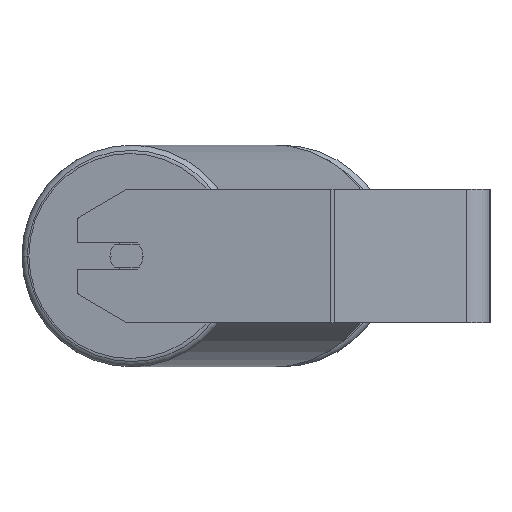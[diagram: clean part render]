
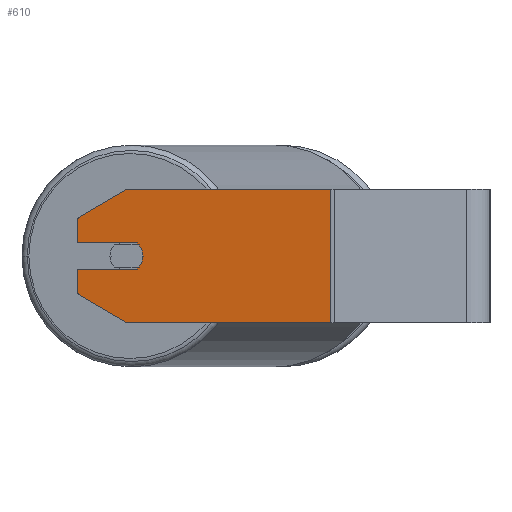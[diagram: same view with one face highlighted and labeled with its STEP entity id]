
A CAD part, left-side view. The second image highlights one B-rep face of the part: STEP entity #610.
In plain terms, the highlighted planar face has unit normal (-0.985, 0.174, 0).
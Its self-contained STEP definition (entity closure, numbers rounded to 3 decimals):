
#83 = VECTOR ( 'NONE', #1655, 1000. ) ;
#261 = LINE ( 'NONE', #6200, #7445 ) ;
#610 = ADVANCED_FACE ( 'NONE', ( #6704 ), #5501, .F. ) ;
#611 = EDGE_CURVE ( 'NONE', #8554, #5898, #6038, .T. ) ;
#764 = CARTESIAN_POINT ( 'NONE',  ( -788.203, 218.068, 40. ) ) ;
#780 = CARTESIAN_POINT ( 'NONE',  ( -789.245, 212.159, 8. ) ) ;
#836 = CARTESIAN_POINT ( 'NONE',  ( -788.203, 218.068, 0. ) ) ;
#844 = VERTEX_POINT ( 'NONE', #4916 ) ;
#919 = CARTESIAN_POINT ( 'NONE',  ( -788.203, 218.068, 0. ) ) ;
#1384 = CARTESIAN_POINT ( 'NONE',  ( -788.203, 218.068, -40. ) ) ;
#1472 = ORIENTED_EDGE ( 'NONE', *, *, #8347, .F. ) ;
#1473 = DIRECTION ( 'NONE',  ( -0.15, -0.853, -0.5 ) ) ;
#1505 = VERTEX_POINT ( 'NONE', #3923 ) ;
#1521 = DIRECTION ( 'NONE',  ( -0.174, -0.985, 0. ) ) ;
#1567 = LINE ( 'NONE', #2314, #83 ) ;
#1625 = ORIENTED_EDGE ( 'NONE', *, *, #611, .T. ) ;
#1655 = DIRECTION ( 'NONE',  ( 0., 0., -1. ) ) ;
#1765 = VECTOR ( 'NONE', #1473, 1000. ) ;
#1790 = CARTESIAN_POINT ( 'NONE',  ( -782.994, 247.612, -22.679 ) ) ;
#1851 = CARTESIAN_POINT ( 'NONE',  ( -782.994, 247.612, 22.679 ) ) ;
#2153 = CIRCLE ( 'NONE', #7112, 10. ) ;
#2177 = ORIENTED_EDGE ( 'NONE', *, *, #6539, .F. ) ;
#2314 = CARTESIAN_POINT ( 'NONE',  ( -809.787, 95.66, 40. ) ) ;
#2325 = DIRECTION ( 'NONE',  ( -0.174, -0.985, 0. ) ) ;
#2403 = CARTESIAN_POINT ( 'NONE',  ( -789.245, 212.159, -8. ) ) ;
#2507 = AXIS2_PLACEMENT_3D ( 'NONE', #3326, #8065, #3279 ) ;
#2722 = EDGE_CURVE ( 'NONE', #3124, #8211, #3512, .T. ) ;
#2954 = EDGE_CURVE ( 'NONE', #8211, #5898, #8759, .T. ) ;
#2957 = DIRECTION ( 'NONE',  ( -0.985, 0.174, 0. ) ) ;
#3089 = VERTEX_POINT ( 'NONE', #6408 ) ;
#3124 = VERTEX_POINT ( 'NONE', #4532 ) ;
#3206 = VERTEX_POINT ( 'NONE', #7858 ) ;
#3279 = DIRECTION ( 'NONE',  ( 0.174, 0.985, 0. ) ) ;
#3326 = CARTESIAN_POINT ( 'NONE',  ( -782.994, 247.612, 40. ) ) ;
#3428 = CARTESIAN_POINT ( 'NONE',  ( -782.994, 247.612, 40. ) ) ;
#3512 = CIRCLE ( 'NONE', #4506, 10. ) ;
#3611 = LINE ( 'NONE', #6323, #6579 ) ;
#3620 = DIRECTION ( 'NONE',  ( -0.174, -0.985, 0. ) ) ;
#3762 = EDGE_LOOP ( 'NONE', ( #2177, #6027, #5692, #6339, #5012, #1472, #3848, #4744, #1625, #6979, #5258 ) ) ;
#3848 = ORIENTED_EDGE ( 'NONE', *, *, #7137, .F. ) ;
#3923 = CARTESIAN_POINT ( 'NONE',  ( -789.245, 212.159, -8. ) ) ;
#4335 = DIRECTION ( 'NONE',  ( -0.985, 0.174, 0. ) ) ;
#4341 = EDGE_CURVE ( 'NONE', #844, #3089, #261, .T. ) ;
#4454 = LINE ( 'NONE', #2403, #5301 ) ;
#4506 = AXIS2_PLACEMENT_3D ( 'NONE', #836, #4335, #6879 ) ;
#4532 = CARTESIAN_POINT ( 'NONE',  ( -789.94, 208.22, 0. ) ) ;
#4666 = CARTESIAN_POINT ( 'NONE',  ( -782.994, 247.612, 22.679 ) ) ;
#4744 = ORIENTED_EDGE ( 'NONE', *, *, #7755, .T. ) ;
#4816 = DIRECTION ( 'NONE',  ( 0.174, 0.985, 0. ) ) ;
#4834 = VERTEX_POINT ( 'NONE', #764 ) ;
#4916 = CARTESIAN_POINT ( 'NONE',  ( -788.203, 218.068, -40. ) ) ;
#5012 = ORIENTED_EDGE ( 'NONE', *, *, #4341, .T. ) ;
#5258 = ORIENTED_EDGE ( 'NONE', *, *, #2722, .F. ) ;
#5301 = VECTOR ( 'NONE', #2325, 1000. ) ;
#5308 = DIRECTION ( 'NONE',  ( 0.15, 0.853, -0.5 ) ) ;
#5370 = CARTESIAN_POINT ( 'NONE',  ( -782.994, 247.612, 40. ) ) ;
#5501 = PLANE ( 'NONE',  #2507 ) ;
#5619 = DIRECTION ( 'NONE',  ( -0.174, -0.985, 0. ) ) ;
#5692 = ORIENTED_EDGE ( 'NONE', *, *, #7914, .T. ) ;
#5872 = CARTESIAN_POINT ( 'NONE',  ( -782.994, 247.612, 8. ) ) ;
#5875 = CARTESIAN_POINT ( 'NONE',  ( -809.787, 95.66, 40. ) ) ;
#5885 = VERTEX_POINT ( 'NONE', #1790 ) ;
#5898 = VERTEX_POINT ( 'NONE', #5872 ) ;
#5991 = DIRECTION ( 'NONE',  ( 0., 0., -1. ) ) ;
#6027 = ORIENTED_EDGE ( 'NONE', *, *, #7928, .F. ) ;
#6038 = LINE ( 'NONE', #5370, #7752 ) ;
#6152 = VECTOR ( 'NONE', #5308, 1000. ) ;
#6200 = CARTESIAN_POINT ( 'NONE',  ( -782.994, 247.612, -40. ) ) ;
#6323 = CARTESIAN_POINT ( 'NONE',  ( -782.994, 247.612, 40. ) ) ;
#6339 = ORIENTED_EDGE ( 'NONE', *, *, #8738, .T. ) ;
#6408 = CARTESIAN_POINT ( 'NONE',  ( -809.787, 95.66, -40. ) ) ;
#6539 = EDGE_CURVE ( 'NONE', #1505, #3124, #2153, .T. ) ;
#6579 = VECTOR ( 'NONE', #7203, 1000. ) ;
#6704 = FACE_OUTER_BOUND ( 'NONE', #3762, .T. ) ;
#6879 = DIRECTION ( 'NONE',  ( -0.174, -0.985, 0. ) ) ;
#6889 = LINE ( 'NONE', #1384, #1765 ) ;
#6979 = ORIENTED_EDGE ( 'NONE', *, *, #2954, .F. ) ;
#7112 = AXIS2_PLACEMENT_3D ( 'NONE', #919, #2957, #3620 ) ;
#7137 = EDGE_CURVE ( 'NONE', #4834, #8099, #7510, .T. ) ;
#7203 = DIRECTION ( 'NONE',  ( 0., 0., -1. ) ) ;
#7265 = VECTOR ( 'NONE', #1521, 1000. ) ;
#7304 = LINE ( 'NONE', #1851, #6152 ) ;
#7445 = VECTOR ( 'NONE', #5619, 1000. ) ;
#7510 = LINE ( 'NONE', #3428, #7265 ) ;
#7752 = VECTOR ( 'NONE', #5991, 1000. ) ;
#7755 = EDGE_CURVE ( 'NONE', #4834, #8554, #7304, .T. ) ;
#7858 = CARTESIAN_POINT ( 'NONE',  ( -782.994, 247.612, -8. ) ) ;
#7914 = EDGE_CURVE ( 'NONE', #3206, #5885, #3611, .T. ) ;
#7928 = EDGE_CURVE ( 'NONE', #3206, #1505, #4454, .T. ) ;
#8065 = DIRECTION ( 'NONE',  ( 0.985, -0.174, 0. ) ) ;
#8099 = VERTEX_POINT ( 'NONE', #5875 ) ;
#8211 = VERTEX_POINT ( 'NONE', #8222 ) ;
#8222 = CARTESIAN_POINT ( 'NONE',  ( -789.245, 212.159, 8. ) ) ;
#8347 = EDGE_CURVE ( 'NONE', #8099, #3089, #1567, .T. ) ;
#8554 = VERTEX_POINT ( 'NONE', #4666 ) ;
#8614 = VECTOR ( 'NONE', #4816, 1000. ) ;
#8738 = EDGE_CURVE ( 'NONE', #5885, #844, #6889, .T. ) ;
#8759 = LINE ( 'NONE', #780, #8614 ) ;
